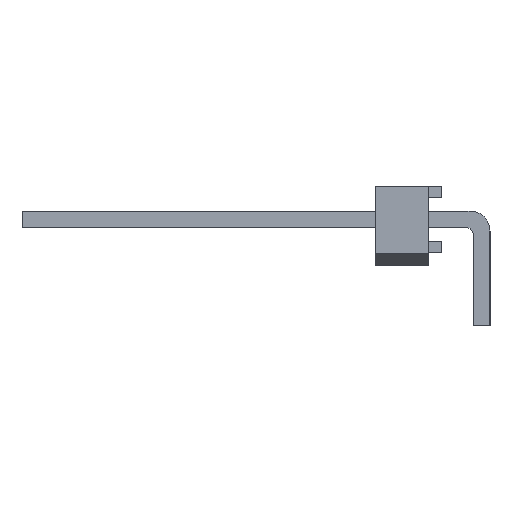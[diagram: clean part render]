
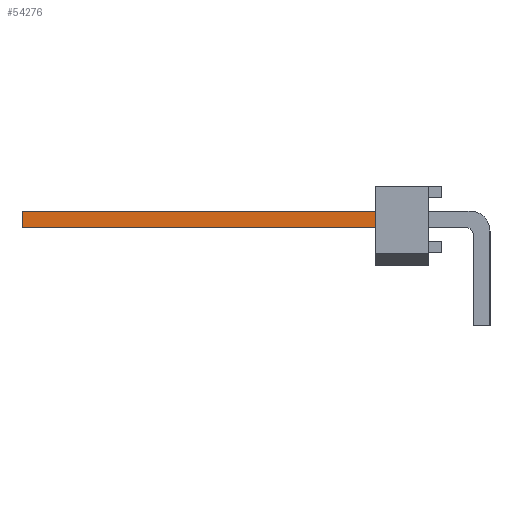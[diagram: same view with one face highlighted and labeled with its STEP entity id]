
A CAD part, left-side view. The second image highlights one B-rep face of the part: STEP entity #54276.
In plain terms, the highlighted face is planar.
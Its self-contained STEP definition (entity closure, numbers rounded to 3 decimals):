
#52019 = VERTEX_POINT('',#52020);
#52020 = CARTESIAN_POINT('',(44.768,17.526,-0.318));
#52026 = EDGE_CURVE('',#52027,#52019,#52029,.T.);
#52027 = VERTEX_POINT('',#52028);
#52028 = CARTESIAN_POINT('',(44.768,2.921,-0.318));
#52029 = LINE('',#52030,#52031);
#52030 = CARTESIAN_POINT('',(44.768,0.445,-0.318));
#52031 = VECTOR('',#52032,1.);
#52032 = DIRECTION('',(0.,1.,0.));
#53459 = VERTEX_POINT('',#53460);
#53460 = CARTESIAN_POINT('',(44.768,2.921,0.318));
#53466 = EDGE_CURVE('',#53467,#53459,#53469,.T.);
#53467 = VERTEX_POINT('',#53468);
#53468 = CARTESIAN_POINT('',(44.768,17.526,0.318));
#53469 = LINE('',#53470,#53471);
#53470 = CARTESIAN_POINT('',(44.768,17.526,0.318));
#53471 = VECTOR('',#53472,1.);
#53472 = DIRECTION('',(0.,-1.,0.));
#54265 = EDGE_CURVE('',#52019,#53467,#54266,.T.);
#54266 = LINE('',#54267,#54268);
#54267 = CARTESIAN_POINT('',(44.768,17.526,-0.318));
#54268 = VECTOR('',#54269,1.);
#54269 = DIRECTION('',(0.,0.,1.));
#54276 = ADVANCED_FACE('',(#54277),#54288,.T.);
#54277 = FACE_BOUND('',#54278,.T.);
#54278 = EDGE_LOOP('',(#54279,#54280,#54286,#54287));
#54279 = ORIENTED_EDGE('',*,*,#53466,.T.);
#54280 = ORIENTED_EDGE('',*,*,#54281,.T.);
#54281 = EDGE_CURVE('',#53459,#52027,#54282,.T.);
#54282 = LINE('',#54283,#54284);
#54283 = CARTESIAN_POINT('',(44.768,2.921,0.445));
#54284 = VECTOR('',#54285,1.);
#54285 = DIRECTION('',(0.,0.,-1.));
#54286 = ORIENTED_EDGE('',*,*,#52026,.T.);
#54287 = ORIENTED_EDGE('',*,*,#54265,.T.);
#54288 = PLANE('',#54289);
#54289 = AXIS2_PLACEMENT_3D('',#54290,#54291,#54292);
#54290 = CARTESIAN_POINT('',(44.768,0.445,0.445));
#54291 = DIRECTION('',(1.,0.,0.));
#54292 = DIRECTION('',(0.,0.,-1.));
